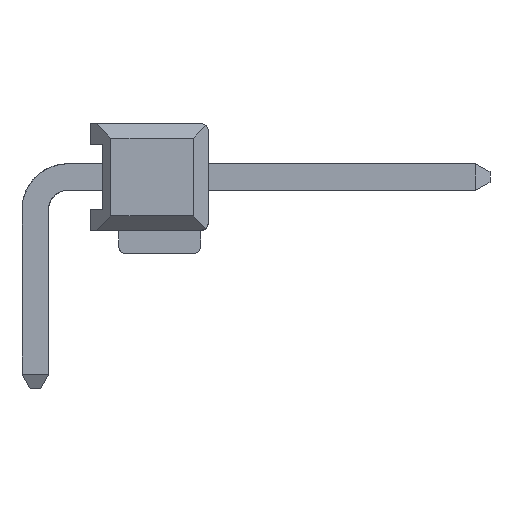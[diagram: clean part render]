
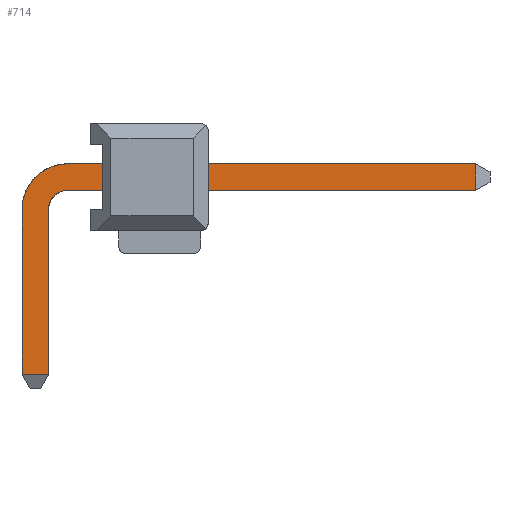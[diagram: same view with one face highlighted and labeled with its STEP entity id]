
A CAD part, left-side view. The second image highlights one B-rep face of the part: STEP entity #714.
In plain terms, the highlighted planar face has unit normal (-1, -0.003, 0).
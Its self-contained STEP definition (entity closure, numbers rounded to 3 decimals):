
#714=ADVANCED_FACE('',(#1074),#12419,.T.);
#1074=FACE_OUTER_BOUND('',#1448,.T.);
#1448=EDGE_LOOP('',(#3110,#3111,#3112,#3113));
#3110=ORIENTED_EDGE('',*,*,#11142,.T.);
#3111=ORIENTED_EDGE('',*,*,#11143,.T.);
#3112=ORIENTED_EDGE('',*,*,#11144,.T.);
#3113=ORIENTED_EDGE('',*,*,#11145,.T.);
#4918=PCURVE('',#12419,#6726);
#4919=PCURVE('',#12419,#6727);
#4920=PCURVE('',#12419,#6728);
#4921=PCURVE('',#12419,#6729);
#6726=DEFINITIONAL_REPRESENTATION('',(#11486),#22057);
#6727=DEFINITIONAL_REPRESENTATION('',(#11488),#22057);
#6728=DEFINITIONAL_REPRESENTATION('',(#11490),#22057);
#6729=DEFINITIONAL_REPRESENTATION('',(#11492),#22057);
#10210=SURFACE_CURVE('',#11485,(#4918),.PCURVE_S1.);
#10211=SURFACE_CURVE('',#11487,(#4919),.PCURVE_S1.);
#10212=SURFACE_CURVE('',#11489,(#4920),.PCURVE_S1.);
#10213=SURFACE_CURVE('',#11491,(#4921),.PCURVE_S1.);
#11142=EDGE_CURVE('',#12067,#12070,#10210,.T.);
#11143=EDGE_CURVE('',#12070,#12069,#10211,.T.);
#11144=EDGE_CURVE('',#12069,#12068,#10212,.T.);
#11145=EDGE_CURVE('',#12068,#12067,#10213,.T.);
#11485=(
BOUNDED_CURVE()
B_SPLINE_CURVE(2,(#21147,#21148,#21149),.UNSPECIFIED.,.F.,.F.)
B_SPLINE_CURVE_WITH_KNOTS((3,3),(-31.5,-30.87),
 .UNSPECIFIED.)
CURVE()
GEOMETRIC_REPRESENTATION_ITEM()
RATIONAL_B_SPLINE_CURVE((1.,1.,1.))
REPRESENTATION_ITEM('')
);
#11486=(
BOUNDED_CURVE()
B_SPLINE_CURVE(2,(#21150,#21151,#21152),.UNSPECIFIED.,.F.,.F.)
B_SPLINE_CURVE_WITH_KNOTS((3,3),(-31.5,-30.87),
 .UNSPECIFIED.)
CURVE()
GEOMETRIC_REPRESENTATION_ITEM()
RATIONAL_B_SPLINE_CURVE((1.,1.,1.))
REPRESENTATION_ITEM('')
);
#11487=(
BOUNDED_CURVE()
B_SPLINE_CURVE(2,(#21153,#21154,#21155,#21156,#21157,#21158,#21159),
 .UNSPECIFIED.,.F.,.F.)
B_SPLINE_CURVE_WITH_KNOTS((3,2,2,3),(-30.87,-23.432,
-21.728,-18.725),.UNSPECIFIED.)
CURVE()
GEOMETRIC_REPRESENTATION_ITEM()
RATIONAL_B_SPLINE_CURVE((1.,1.,1.,0.707,1.,1.,1.))
REPRESENTATION_ITEM('')
);
#11488=(
BOUNDED_CURVE()
B_SPLINE_CURVE(2,(#21160,#21161,#21162,#21163,#21164,#21165,#21166),
 .UNSPECIFIED.,.F.,.F.)
B_SPLINE_CURVE_WITH_KNOTS((3,2,2,3),(-30.87,-23.432,
-21.728,-18.725),.UNSPECIFIED.)
CURVE()
GEOMETRIC_REPRESENTATION_ITEM()
RATIONAL_B_SPLINE_CURVE((1.,1.,1.,0.707,1.,1.,1.))
REPRESENTATION_ITEM('')
);
#11489=(
BOUNDED_CURVE()
B_SPLINE_CURVE(2,(#21167,#21168,#21169),.UNSPECIFIED.,.F.,.F.)
B_SPLINE_CURVE_WITH_KNOTS((3,3),(-18.725,-18.095),
 .UNSPECIFIED.)
CURVE()
GEOMETRIC_REPRESENTATION_ITEM()
RATIONAL_B_SPLINE_CURVE((1.,1.,1.))
REPRESENTATION_ITEM('')
);
#11490=(
BOUNDED_CURVE()
B_SPLINE_CURVE(2,(#21170,#21171,#21172),.UNSPECIFIED.,.F.,.F.)
B_SPLINE_CURVE_WITH_KNOTS((3,3),(-18.725,-18.095),
 .UNSPECIFIED.)
CURVE()
GEOMETRIC_REPRESENTATION_ITEM()
RATIONAL_B_SPLINE_CURVE((1.,1.,1.))
REPRESENTATION_ITEM('')
);
#11491=(
BOUNDED_CURVE()
B_SPLINE_CURVE(2,(#21173,#21174,#21175,#21176,#21177,#21178,#21179),
 .UNSPECIFIED.,.F.,.F.)
B_SPLINE_CURVE_WITH_KNOTS((3,2,2,3),(-18.095,-15.093,
-14.378,-6.94),.UNSPECIFIED.)
CURVE()
GEOMETRIC_REPRESENTATION_ITEM()
RATIONAL_B_SPLINE_CURVE((1.,1.,1.,0.707,1.,1.,1.))
REPRESENTATION_ITEM('')
);
#11492=(
BOUNDED_CURVE()
B_SPLINE_CURVE(2,(#21180,#21181,#21182,#21183,#21184,#21185,#21186),
 .UNSPECIFIED.,.F.,.F.)
B_SPLINE_CURVE_WITH_KNOTS((3,2,2,3),(-18.095,-15.093,
-14.378,-6.94),.UNSPECIFIED.)
CURVE()
GEOMETRIC_REPRESENTATION_ITEM()
RATIONAL_B_SPLINE_CURVE((1.,1.,1.,0.707,1.,1.,1.))
REPRESENTATION_ITEM('')
);
#12067=VERTEX_POINT('',#21143);
#12068=VERTEX_POINT('',#21144);
#12069=VERTEX_POINT('',#21145);
#12070=VERTEX_POINT('',#21146);
#12419=PLANE('',#12799);
#12799=AXIS2_PLACEMENT_3D('',#21142,#13116,$);
#13116=DIRECTION('',(-1.,-0.003,0.));
#21142=CARTESIAN_POINT('',(-0.316,0.422,-2.91));
#21143=CARTESIAN_POINT('',(-0.288,-10.456,1.505));
#21144=CARTESIAN_POINT('',(-0.315,-0.316,-2.86));
#21145=CARTESIAN_POINT('',(-0.316,0.314,-2.86));
#21146=CARTESIAN_POINT('',(-0.288,-10.456,2.135));
#21147=CARTESIAN_POINT('',(-0.288,-10.456,1.505));
#21148=CARTESIAN_POINT('',(-0.288,-10.456,1.82));
#21149=CARTESIAN_POINT('',(-0.288,-10.456,2.135));
#21150=CARTESIAN_POINT('',(0.,0.));
#21151=CARTESIAN_POINT('',(0.,0.315));
#21152=CARTESIAN_POINT('',(0.,0.63));
#21153=CARTESIAN_POINT('',(-0.288,-10.456,2.135));
#21154=CARTESIAN_POINT('',(-0.3,-5.614,2.135));
#21155=CARTESIAN_POINT('',(-0.313,-0.771,2.135));
#21156=CARTESIAN_POINT('',(-0.316,0.314,2.135));
#21157=CARTESIAN_POINT('',(-0.316,0.314,1.05));
#21158=CARTESIAN_POINT('',(-0.316,0.314,-0.905));
#21159=CARTESIAN_POINT('',(-0.316,0.314,-2.86));
#21160=CARTESIAN_POINT('',(0.,0.63));
#21161=CARTESIAN_POINT('',(-4.843,0.63));
#21162=CARTESIAN_POINT('',(-9.686,0.63));
#21163=CARTESIAN_POINT('',(-10.771,0.63));
#21164=CARTESIAN_POINT('',(-10.771,-0.455));
#21165=CARTESIAN_POINT('',(-10.771,-2.41));
#21166=CARTESIAN_POINT('',(-10.771,-4.365));
#21167=CARTESIAN_POINT('',(-0.316,0.314,-2.86));
#21168=CARTESIAN_POINT('',(-0.315,-0.001,-2.86));
#21169=CARTESIAN_POINT('',(-0.315,-0.316,-2.86));
#21170=CARTESIAN_POINT('',(-10.771,-4.365));
#21171=CARTESIAN_POINT('',(-10.456,-4.365));
#21172=CARTESIAN_POINT('',(-10.141,-4.365));
#21173=CARTESIAN_POINT('',(-0.315,-0.316,-2.86));
#21174=CARTESIAN_POINT('',(-0.314,-0.316,-0.905));
#21175=CARTESIAN_POINT('',(-0.314,-0.316,1.05));
#21176=CARTESIAN_POINT('',(-0.314,-0.316,1.505));
#21177=CARTESIAN_POINT('',(-0.313,-0.771,1.505));
#21178=CARTESIAN_POINT('',(-0.3,-5.614,1.505));
#21179=CARTESIAN_POINT('',(-0.288,-10.456,1.505));
#21180=CARTESIAN_POINT('',(-10.141,-4.365));
#21181=CARTESIAN_POINT('',(-10.141,-2.41));
#21182=CARTESIAN_POINT('',(-10.141,-0.455));
#21183=CARTESIAN_POINT('',(-10.141,0.));
#21184=CARTESIAN_POINT('',(-9.686,0.));
#21185=CARTESIAN_POINT('',(-4.843,0.));
#21186=CARTESIAN_POINT('',(0.,0.));
#22057=(
GEOMETRIC_REPRESENTATION_CONTEXT(2)
PARAMETRIC_REPRESENTATION_CONTEXT()
REPRESENTATION_CONTEXT('pspace','')
);
